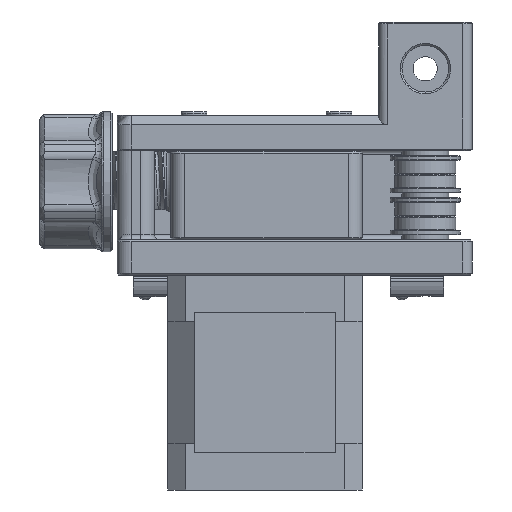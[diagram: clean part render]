
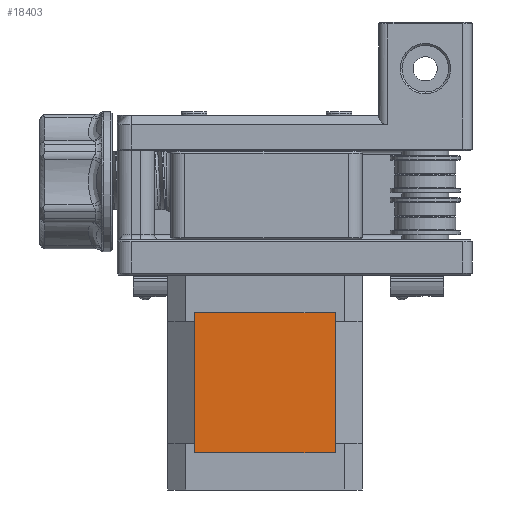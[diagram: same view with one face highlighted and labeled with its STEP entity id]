
A CAD part, front view. The second image highlights one B-rep face of the part: STEP entity #18403.
In plain terms, the highlighted planar face has unit normal (0, -1, 0).
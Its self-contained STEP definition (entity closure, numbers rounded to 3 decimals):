
#1522=PLANE('',#20049);
#2175=FACE_OUTER_BOUND('',#3339,.T.);
#3339=EDGE_LOOP('',(#14070,#14071,#14072,#14073));
#5499=LINE('',#29107,#6857);
#5504=LINE('',#29116,#6862);
#5506=LINE('',#29121,#6864);
#5538=LINE('',#29188,#6896);
#6857=VECTOR('',#23123,1000.);
#6862=VECTOR('',#23130,1000.);
#6864=VECTOR('',#23134,1000.);
#6896=VECTOR('',#23202,1000.);
#8244=VERTEX_POINT('',#29104);
#8245=VERTEX_POINT('',#29106);
#8248=VERTEX_POINT('',#29114);
#8250=VERTEX_POINT('',#29119);
#10324=EDGE_CURVE('',#8244,#8245,#5499,.T.);
#10329=EDGE_CURVE('',#8248,#8244,#5504,.T.);
#10331=EDGE_CURVE('',#8250,#8248,#5506,.T.);
#10363=EDGE_CURVE('',#8245,#8250,#5538,.T.);
#14070=ORIENTED_EDGE('',*,*,#10331,.F.);
#14071=ORIENTED_EDGE('',*,*,#10363,.F.);
#14072=ORIENTED_EDGE('',*,*,#10324,.F.);
#14073=ORIENTED_EDGE('',*,*,#10329,.F.);
#18403=ADVANCED_FACE('',(#2175),#1522,.F.);
#20049=AXIS2_PLACEMENT_3D('',#29187,#23200,#23201);
#23123=DIRECTION('',(0.,0.,-1.));
#23130=DIRECTION('',(1.,0.,0.));
#23134=DIRECTION('',(0.,0.,1.));
#23200=DIRECTION('center_axis',(0.,1.,0.));
#23201=DIRECTION('ref_axis',(1.,0.,0.));
#23202=DIRECTION('',(-1.,0.,0.));
#29104=CARTESIAN_POINT('',(15.,-20.314,38.));
#29106=CARTESIAN_POINT('',(15.,-20.314,8.));
#29107=CARTESIAN_POINT('',(15.,-20.314,38.));
#29114=CARTESIAN_POINT('',(-15.,-20.314,38.));
#29116=CARTESIAN_POINT('',(-15.,-20.314,38.));
#29119=CARTESIAN_POINT('',(-15.,-20.314,8.));
#29121=CARTESIAN_POINT('',(-15.,-20.314,8.));
#29187=CARTESIAN_POINT('Origin',(0.,-20.314,23.));
#29188=CARTESIAN_POINT('',(15.,-20.314,8.));
